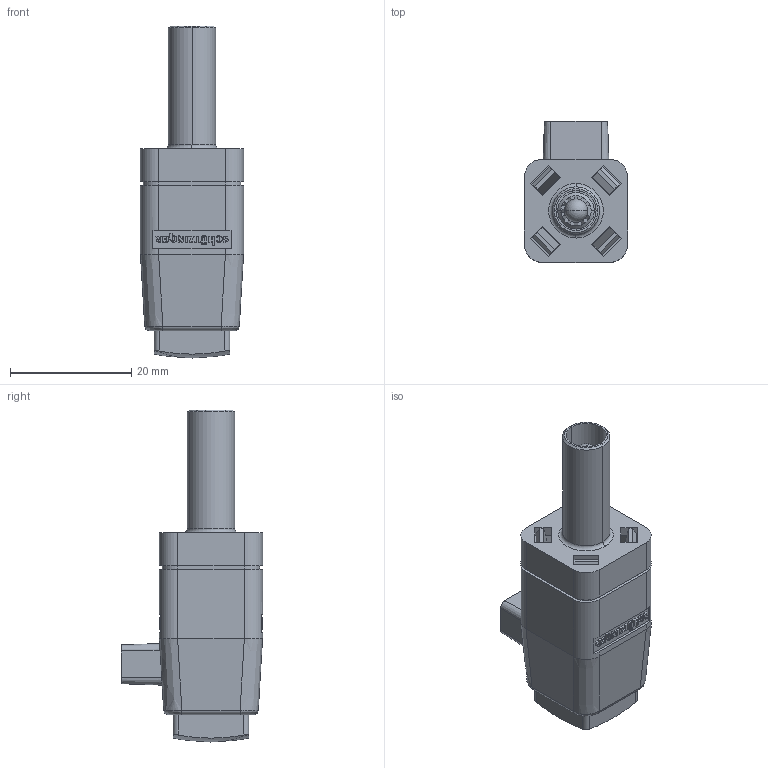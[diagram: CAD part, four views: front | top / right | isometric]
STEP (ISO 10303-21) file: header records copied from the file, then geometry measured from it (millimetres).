
FILE_DESCRIPTION((''),'2;1');
FILE_NAME('1369_SDK799_ASM','2016-03-08T',('tosc'),(''),'PRO/ENGINEER BY PARAMETRIC TECHNOLOGY CORPORATION, 2015110','PRO/ENGINEER BY PARAMETRIC TECHNOLOGY CORPORATION, 2015110','');
FILE_SCHEMA(('CONFIG_CONTROL_DESIGN'));
Products named in the file (1): 1369_SDK799_ASM
Bounding box: 17 x 23.25 x 54.7 mm (x, y, z)
Surface area: 9880.7 mm2 (no closed solid volume)
Topology: 0 solids, 11 shells, 1216 faces, 3303 edges, 2093 vertices
Faces by surface type: plane 652, extrusion 202, cylinder 199, bspline 113, cone 44, sphere 4, torus 2
Entity records: 61778 total; most frequent: CARTESIAN_POINT 23615, ORIENTED_EDGE 6542, DIRECTION 5018, EDGE_CURVE 3271, VECTOR 2184, VERTEX_POINT 2093, LINE 1982, PRESENTATION_STYLE_ASSIGNMENT 1418
